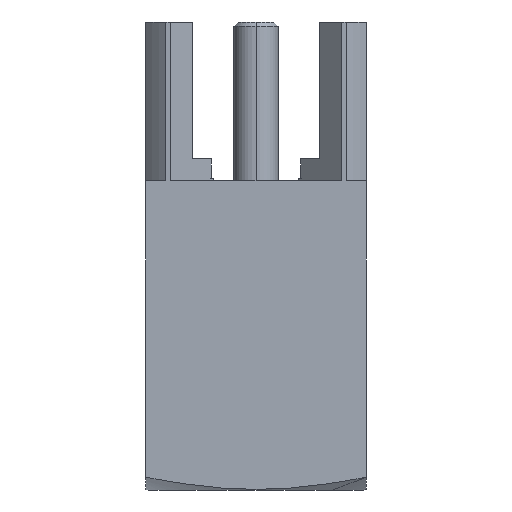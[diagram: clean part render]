
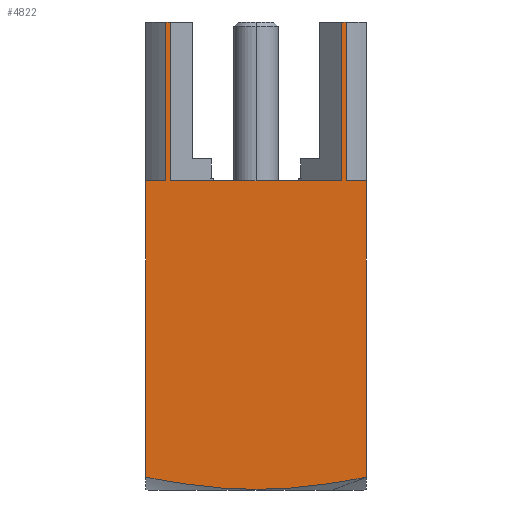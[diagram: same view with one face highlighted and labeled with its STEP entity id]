
A CAD part, left-side view. The second image highlights one B-rep face of the part: STEP entity #4822.
In plain terms, the highlighted planar face has unit normal (-1, 0, 0).
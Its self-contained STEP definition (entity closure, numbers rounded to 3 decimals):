
#1386=CARTESIAN_POINT('',(-5.563,3.175,-2.806));
#1497=DIRECTION('',(0.,1.,0.));
#1498=VECTOR('',#1497,4.913);
#1499=CARTESIAN_POINT('',(-5.563,-2.457,5.715));
#1500=LINE('',#1499,#1498);
#1515=DIRECTION('',(0.,0.,1.));
#1516=VECTOR('',#1515,4.572);
#1517=CARTESIAN_POINT('',(-5.563,2.457,5.715));
#1518=LINE('',#1517,#1516);
#1588=DIRECTION('',(0.,-1.,0.));
#1589=VECTOR('',#1588,0.141);
#1590=CARTESIAN_POINT('',(-5.563,2.597,10.287));
#1591=LINE('',#1590,#1589);
#1614=CARTESIAN_POINT('',(-5.563,-3.175,-2.806));
#1615=CARTESIAN_POINT('',(-5.563,-3.025,-2.834));
#1616=CARTESIAN_POINT('',(-5.563,-2.738,-2.886));
#1617=CARTESIAN_POINT('',(-5.563,-2.35,-2.951));
#1618=CARTESIAN_POINT('',(-5.563,-1.99,-3.006));
#1619=CARTESIAN_POINT('',(-5.563,-1.647,-3.051));
#1620=CARTESIAN_POINT('',(-5.563,-1.314,-3.089));
#1621=CARTESIAN_POINT('',(-5.563,-0.986,-3.119));
#1622=CARTESIAN_POINT('',(-5.563,-0.658,-3.141));
#1623=CARTESIAN_POINT('',(-5.563,-0.33,-3.155));
#1624=CARTESIAN_POINT('',(-5.563,0.,-3.16));
#1625=CARTESIAN_POINT('',(-5.563,0.33,-3.155));
#1626=CARTESIAN_POINT('',(-5.563,0.658,-3.141));
#1627=CARTESIAN_POINT('',(-5.563,0.986,-3.119));
#1628=CARTESIAN_POINT('',(-5.563,1.314,-3.089));
#1629=CARTESIAN_POINT('',(-5.563,1.647,-3.051));
#1630=CARTESIAN_POINT('',(-5.563,1.99,-3.006));
#1631=CARTESIAN_POINT('',(-5.563,2.35,-2.951));
#1632=CARTESIAN_POINT('',(-5.563,2.738,-2.886));
#1633=CARTESIAN_POINT('',(-5.563,3.025,-2.834));
#1634=CARTESIAN_POINT('',(-5.563,3.175,-2.806));
#1636=DIRECTION('',(0.,0.,1.));
#1637=VECTOR('',#1636,8.521);
#1638=CARTESIAN_POINT('',(-5.563,3.175,-2.806));
#1639=LINE('',#1638,#1637);
#1640=DIRECTION('',(0.,0.,1.));
#1641=VECTOR('',#1640,4.572);
#1642=CARTESIAN_POINT('',(-5.563,-2.457,5.715));
#1643=LINE('',#1642,#1641);
#1649=DIRECTION('',(0.,1.,0.));
#1650=VECTOR('',#1649,0.578);
#1651=CARTESIAN_POINT('',(-5.563,2.597,5.715));
#1652=LINE('',#1651,#1650);
#1661=DIRECTION('',(0.,0.,-1.));
#1662=VECTOR('',#1661,4.572);
#1663=CARTESIAN_POINT('',(-5.563,2.597,10.287));
#1664=LINE('',#1663,#1662);
#1746=DIRECTION('',(0.,-1.,0.));
#1747=VECTOR('',#1746,0.141);
#1748=CARTESIAN_POINT('',(-5.563,-2.457,10.287));
#1749=LINE('',#1748,#1747);
#1785=DIRECTION('',(0.,0.,1.));
#1786=VECTOR('',#1785,8.521);
#1787=CARTESIAN_POINT('',(-5.563,-3.175,-2.806));
#1788=LINE('',#1787,#1786);
#1802=DIRECTION('',(0.,1.,0.));
#1803=VECTOR('',#1802,0.578);
#1804=CARTESIAN_POINT('',(-5.563,-3.175,5.715));
#1805=LINE('',#1804,#1803);
#1806=DIRECTION('',(0.,0.,1.));
#1807=VECTOR('',#1806,4.572);
#1808=CARTESIAN_POINT('',(-5.563,-2.597,5.715));
#1809=LINE('',#1808,#1807);
#2372=CARTESIAN_POINT('',(-5.563,2.597,5.715));
#2374=VERTEX_POINT('',#2372);
#2375=CARTESIAN_POINT('',(-5.563,3.175,5.715));
#2376=VERTEX_POINT('',#2375);
#2409=CARTESIAN_POINT('',(-5.563,-2.597,5.715));
#2411=VERTEX_POINT('',#2409);
#2413=CARTESIAN_POINT('',(-5.563,-3.175,5.715));
#2414=VERTEX_POINT('',#2413);
#2415=CARTESIAN_POINT('',(-5.563,-2.457,5.715));
#2416=CARTESIAN_POINT('',(-5.563,2.457,5.715));
#2417=VERTEX_POINT('',#2415);
#2418=VERTEX_POINT('',#2416);
#2443=VERTEX_POINT('',#1386);
#2445=VERTEX_POINT('',#1614);
#2447=CARTESIAN_POINT('',(-5.563,2.597,10.287));
#2448=CARTESIAN_POINT('',(-5.563,2.457,10.287));
#2449=VERTEX_POINT('',#2447);
#2450=VERTEX_POINT('',#2448);
#2491=CARTESIAN_POINT('',(-5.563,-2.457,10.287));
#2492=VERTEX_POINT('',#2491);
#2493=CARTESIAN_POINT('',(-5.563,-2.597,10.287));
#2494=VERTEX_POINT('',#2493);
#4796=CARTESIAN_POINT('',(-5.563,3.175,5.715));
#4797=DIRECTION('',(-1.,0.,0.));
#4798=DIRECTION('',(0.,-1.,0.));
#4799=AXIS2_PLACEMENT_3D('',#4796,#4797,#4798);
#4800=PLANE('',#4799);
#4801=ORIENTED_EDGE('',*,*,#4527,.T.);
#4802=ORIENTED_EDGE('',*,*,#4558,.T.);
#4804=ORIENTED_EDGE('',*,*,#4803,.F.);
#4806=ORIENTED_EDGE('',*,*,#4805,.F.);
#4807=ORIENTED_EDGE('',*,*,#4785,.T.);
#4808=ORIENTED_EDGE('',*,*,#4682,.F.);
#4809=ORIENTED_EDGE('',*,*,#4659,.F.);
#4811=ORIENTED_EDGE('',*,*,#4810,.T.);
#4813=ORIENTED_EDGE('',*,*,#4812,.T.);
#4815=ORIENTED_EDGE('',*,*,#4814,.F.);
#4817=ORIENTED_EDGE('',*,*,#4816,.F.);
#4819=ORIENTED_EDGE('',*,*,#4818,.F.);
#4820=EDGE_LOOP('',(#4801,#4802,#4804,#4806,#4807,#4808,#4809,#4811,#4813,#4815,
#4817,#4819));
#4821=FACE_OUTER_BOUND('',#4820,.F.);
#4822=ADVANCED_FACE('',(#4821),#4800,.T.);
#1635=B_SPLINE_CURVE_WITH_KNOTS('',3,(#1614,#1615,#1616,#1617,#1618,#1619,#1620,
#1621,#1622,#1623,#1624,#1625,#1626,#1627,#1628,#1629,#1630,#1631,#1632,#1633,
#1634),.UNSPECIFIED.,.F.,.F.,(4,1,1,1,1,1,1,1,1,1,1,1,1,1,1,1,1,1,4),(0.,
0.056,0.111,0.167,0.222,
0.278,0.333,0.389,0.444,0.5,
0.556,0.611,0.667,0.722,
0.778,0.833,0.889,0.944,1.),
.UNSPECIFIED.);
#4527=EDGE_CURVE('',#2445,#2443,#1635,.T.);
#4558=EDGE_CURVE('',#2443,#2376,#1639,.T.);
#4659=EDGE_CURVE('',#2417,#2418,#1500,.T.);
#4682=EDGE_CURVE('',#2418,#2450,#1518,.T.);
#4785=EDGE_CURVE('',#2449,#2450,#1591,.T.);
#4803=EDGE_CURVE('',#2374,#2376,#1652,.T.);
#4805=EDGE_CURVE('',#2449,#2374,#1664,.T.);
#4810=EDGE_CURVE('',#2417,#2492,#1643,.T.);
#4812=EDGE_CURVE('',#2492,#2494,#1749,.T.);
#4814=EDGE_CURVE('',#2411,#2494,#1809,.T.);
#4816=EDGE_CURVE('',#2414,#2411,#1805,.T.);
#4818=EDGE_CURVE('',#2445,#2414,#1788,.T.);
